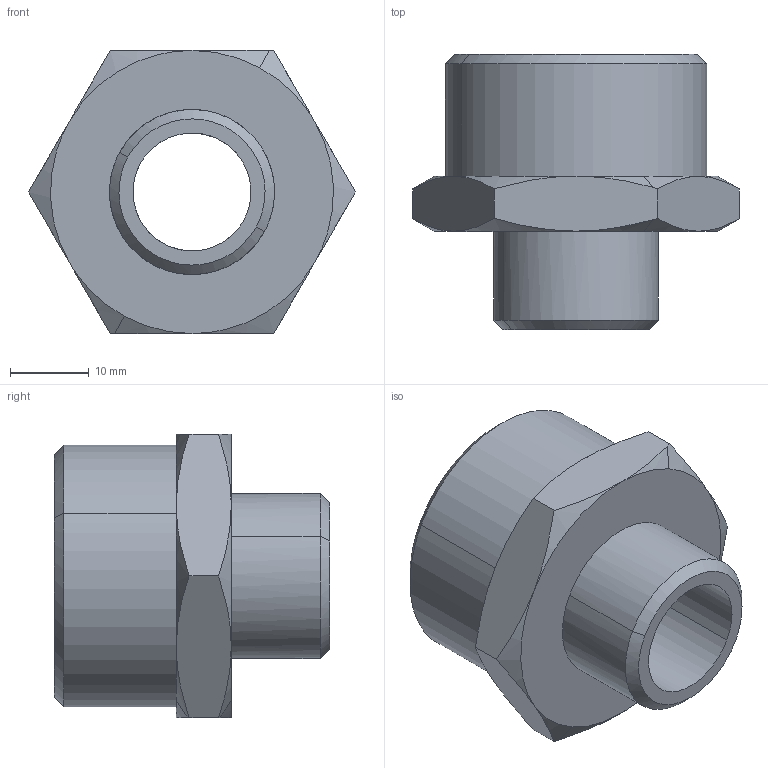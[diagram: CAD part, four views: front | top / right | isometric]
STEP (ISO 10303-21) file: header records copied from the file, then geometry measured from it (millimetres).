
FILE_DESCRIPTION(( 'RA.11.12.01.stp' ), '1');
FILE_NAME( 'RA.11.12.01.stp', '2018-11-09T15:45:35',( 'Sopra'),('sopra-pneumatic.com'), 'SwSTEP 2.0','SolidWorks 2009','' );
FILE_SCHEMA (('CONFIG_CONTROL_DESIGN'));
Length unit declared in the file: millimetre
Products named in the file (1): Document
Bounding box: 41.57 x 35 x 36 mm (x, y, z)
Surface area: 7278 mm2 (no closed solid volume)
Topology: 0 solids, 40 shells, 40 faces, 180 edges, 180 vertices
Faces by surface type: bspline 30, plane 10
Entity records: 2468 total; most frequent: CARTESIAN_POINT 1496, ORIENTED_EDGE 180, EDGE_CURVE 180, VERTEX_POINT 180, B_SPLINE_CURVE_WITH_KNOTS 104, EDGE_LOOP 44, SHELL_BASED_SURFACE_MODEL 40, OPEN_SHELL 40
